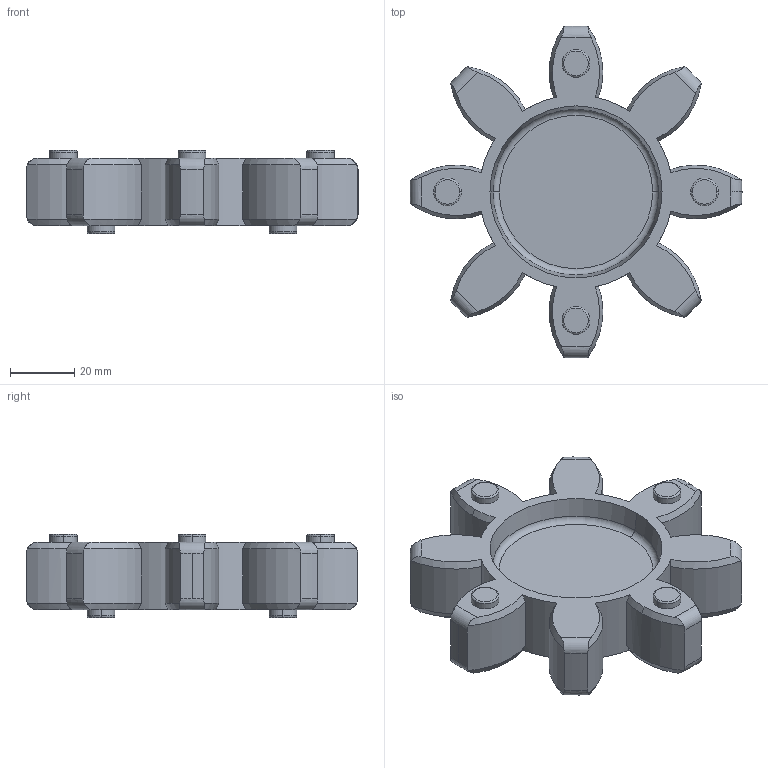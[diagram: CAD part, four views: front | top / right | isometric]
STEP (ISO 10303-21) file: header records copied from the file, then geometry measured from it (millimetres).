
FILE_DESCRIPTION (( 'STEP AP203' ), '1' );
FILE_NAME ('SJC-100-RD-SLEEVE.step', '2021-04-15T12:44:26', ( '' ), ( '' ), 'SwSTEP 2.0', 'SolidWorks 2021', '' );
FILE_SCHEMA (( 'CONFIG_CONTROL_DESIGN' ));
Length unit declared in the file: millimetre
Products named in the file (1): SJC-100-RD-SLEEVE
Bounding box: 103 x 102.97 x 25.8 mm (x, y, z)
Volume: 79151.8 mm3; surface area: 23000.2 mm2
Topology: 1 solids, 1 shells, 141 faces, 365 edges, 236 vertices
Faces by surface type: cylinder 51, cone 40, torus 38, plane 12
Entity records: 5670 total; most frequent: CARTESIAN_POINT 2135, DIRECTION 763, ORIENTED_EDGE 730, EDGE_CURVE 365, AXIS2_PLACEMENT_3D 352, VERTEX_POINT 236, CIRCLE 210, EDGE_LOOP 151
